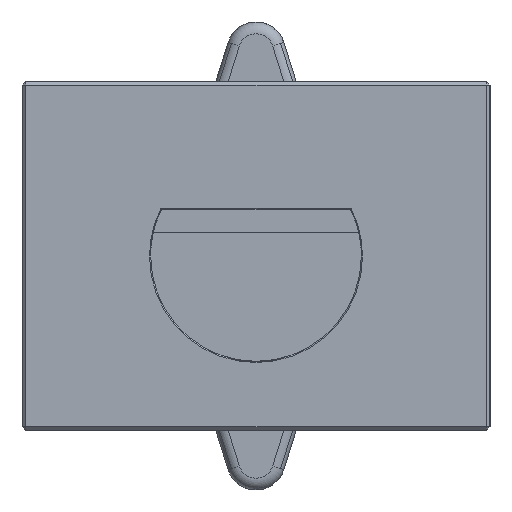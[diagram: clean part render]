
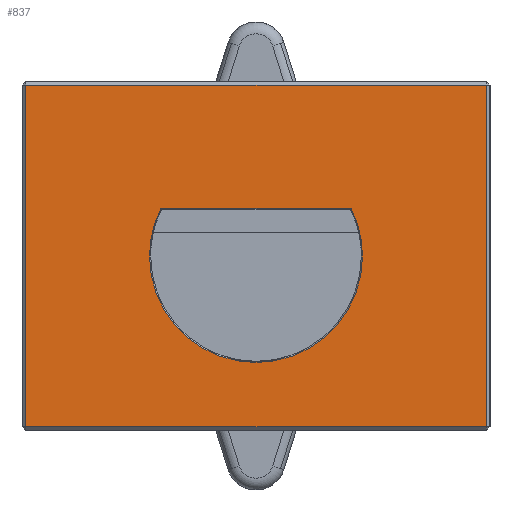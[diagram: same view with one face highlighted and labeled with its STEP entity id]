
A CAD part, left-side view. The second image highlights one B-rep face of the part: STEP entity #837.
In plain terms, the highlighted planar face has unit normal (-1, 0, 0).
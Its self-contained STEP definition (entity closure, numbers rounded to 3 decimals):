
#837=ADVANCED_FACE('',(#2458,#2459),#2460,.T.);
#1081=VERTEX_POINT('',#2728);
#1157=VERTEX_POINT('',#2810);
#1261=VERTEX_POINT('',#2923);
#1439=VERTEX_POINT('',#3119);
#1441=EDGE_CURVE('',#1157,#2075,#3121,.T.);
#1527=VERTEX_POINT('',#3219);
#1561=VERTEX_POINT('',#3258);
#1797=EDGE_CURVE('',#2075,#2163,#3532,.T.);
#1843=EDGE_CURVE('',#1261,#1081,#3585,.T.);
#1917=EDGE_CURVE('',#1439,#1157,#3665,.T.);
#1921=EDGE_CURVE('',#1081,#1561,#3670,.T.);
#1929=EDGE_CURVE('',#1561,#1527,#3678,.T.);
#2075=VERTEX_POINT('',#3847);
#2163=VERTEX_POINT('',#3944);
#2411=EDGE_CURVE('',#2163,#1439,#4221,.T.);
#2413=EDGE_CURVE('',#1527,#1261,#4223,.T.);
#2458=FACE_OUTER_BOUND('',#4262,.T.);
#2459=FACE_BOUND('',#4263,.T.);
#2460=PLANE('',#4264);
#2728=CARTESIAN_POINT('',(10.0,8.124,19.0));
#2810=CARTESIAN_POINT('',(10.0,19.7,29.5));
#2923=CARTESIAN_POINT('',(10.0,-8.124,19.0));
#3119=CARTESIAN_POINT('',(10.0,19.7,0.3));
#3121=LINE('',#5368,#5369);
#3219=CARTESIAN_POINT('',(10.0,-9.1,14.9));
#3258=CARTESIAN_POINT('',(10.0,9.1,14.9));
#3532=LINE('',#6086,#6087);
#3585=LINE('',#6208,#6209);
#3665=LINE('',#6365,#6366);
#3670=CIRCLE('',#6372,9.1);
#3678=CIRCLE('',#6394,9.1);
#3847=CARTESIAN_POINT('',(10.0,-19.7,29.5));
#3944=CARTESIAN_POINT('',(10.0,-19.7,0.3));
#4221=LINE('',#7630,#7631);
#4223=CIRCLE('',#7634,9.1);
#4262=EDGE_LOOP('',(#7665,#7666,#7667,#7668));
#4263=EDGE_LOOP('',(#7669,#7670,#7671,#7672));
#4264=AXIS2_PLACEMENT_3D('',#7673,#7674,#7675);
#5368=CARTESIAN_POINT('',(10.0,10.0,29.5));
#5369=VECTOR('',#8417,10.0);
#6086=CARTESIAN_POINT('',(10.0,-19.7,22.35));
#6087=VECTOR('',#8961,10.0);
#6208=CARTESIAN_POINT('',(10.0,4.031,19.0));
#6209=VECTOR('',#9029,10.0);
#6365=CARTESIAN_POINT('',(10.0,19.7,7.45));
#6366=VECTOR('',#9110,10.0);
#6372=AXIS2_PLACEMENT_3D('',#9119,#9120,#9121);
#6394=AXIS2_PLACEMENT_3D('',#9126,#9127,#9128);
#7630=CARTESIAN_POINT('',(10.0,-10.,0.3));
#7631=VECTOR('',#9821,10.0);
#7634=AXIS2_PLACEMENT_3D('',#9822,#9823,#9824);
#7665=ORIENTED_EDGE('',*,*,#1917,.F.);
#7666=ORIENTED_EDGE('',*,*,#2411,.F.);
#7667=ORIENTED_EDGE('',*,*,#1797,.F.);
#7668=ORIENTED_EDGE('',*,*,#1441,.F.);
#7669=ORIENTED_EDGE('',*,*,#1921,.F.);
#7670=ORIENTED_EDGE('',*,*,#1843,.F.);
#7671=ORIENTED_EDGE('',*,*,#2413,.F.);
#7672=ORIENTED_EDGE('',*,*,#1929,.F.);
#7673=CARTESIAN_POINT('',(10.0,0.,14.9));
#7674=DIRECTION('',(-1.0,0.,0.));
#7675=DIRECTION('',(0.,-1.0,0.));
#8417=DIRECTION('',(0.,-1.0,0.));
#8961=DIRECTION('',(0.,0.,-1.0));
#9029=DIRECTION('',(0.,1.0,0.));
#9110=DIRECTION('',(0.,0.,1.0));
#9119=CARTESIAN_POINT('',(10.0,0.,14.9));
#9120=DIRECTION('',(-1.0,0.,0.));
#9121=DIRECTION('',(0.,1.0,0.));
#9126=CARTESIAN_POINT('',(10.0,0.,14.9));
#9127=DIRECTION('',(-1.0,0.,0.));
#9128=DIRECTION('',(0.,1.0,0.));
#9821=DIRECTION('',(0.,1.0,0.));
#9822=CARTESIAN_POINT('',(10.0,0.,14.9));
#9823=DIRECTION('',(-1.0,0.,0.));
#9824=DIRECTION('',(0.,1.0,0.));
